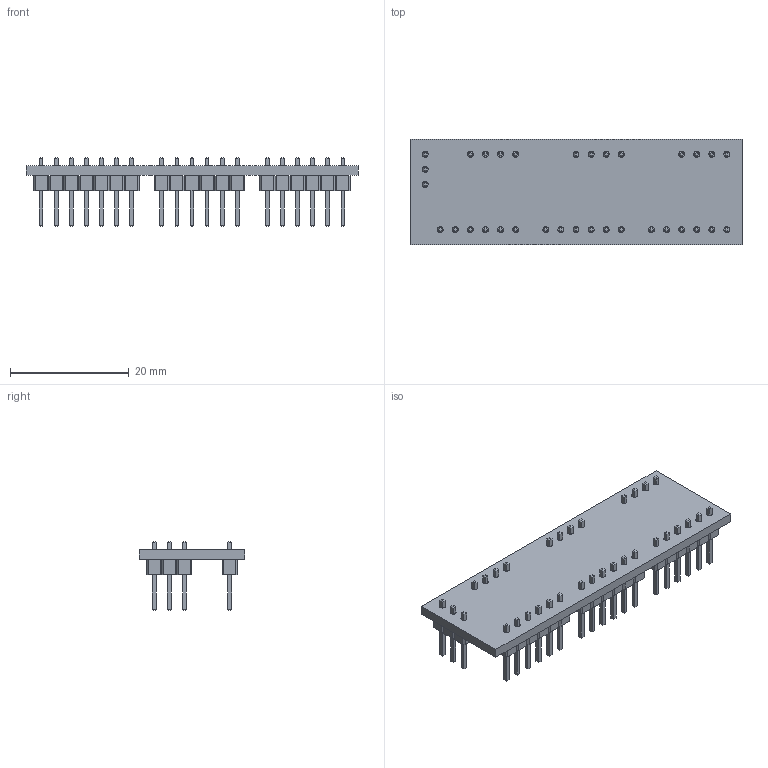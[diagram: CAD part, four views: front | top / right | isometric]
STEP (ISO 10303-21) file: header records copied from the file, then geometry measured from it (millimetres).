
FILE_DESCRIPTION(('KiCad electronic assembly'),'2;1');
FILE_NAME('motor_driver_2.step','2021-01-24T21:38:28',('An Author'),( 'A Company'),'Open CASCADE STEP processor 6.9', 'KiCad to STEP converter','Unknown');
FILE_SCHEMA(('AUTOMOTIVE_DESIGN { 1 0 10303 214 1 1 1 1 }'));
Length unit declared in the file: millimetre
Products named in the file (6): Open CASCADE STEP translator 6.9 1; PinHeader_1x03_P2.54mm_Vertical; SOLID; PinHeader_1x02_P2.54mm_Vertical; COMPOUND
Assembly tree (16 placements, depth 3):
  Open CASCADE STEP translator 6.9 1
    PinHeader_1x03_P2.54mm_Vertical  x7
      SOLID
    PinHeader_1x02_P2.54mm_Vertical  x6
      SOLID
    COMPOUND
Bounding box: 55.88 x 17.78 x 11.54 mm (x, y, z)
Volume: 2198 mm3; surface area: 4091.1 mm2
Topology: 14 solids, 14 shells, 883 faces, 2103 edges, 1314 vertices
Faces by surface type: plane 850, cylinder 33
Full cylindrical faces by diameter (mm): 1 x33
Entity records: 11655 total; most frequent: CARTESIAN_POINT 2081, DIRECTION 1607, LINE 1107, VECTOR 1107, ORIENTED_EDGE 826, PCURVE 826, DEFINITIONAL_REPRESENTATION 826, EDGE_CURVE 413
